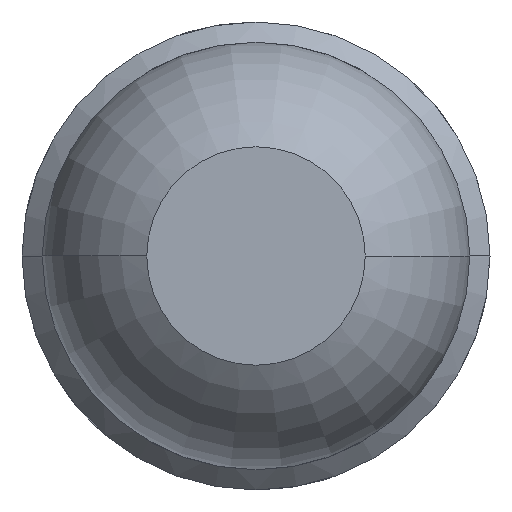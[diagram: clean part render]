
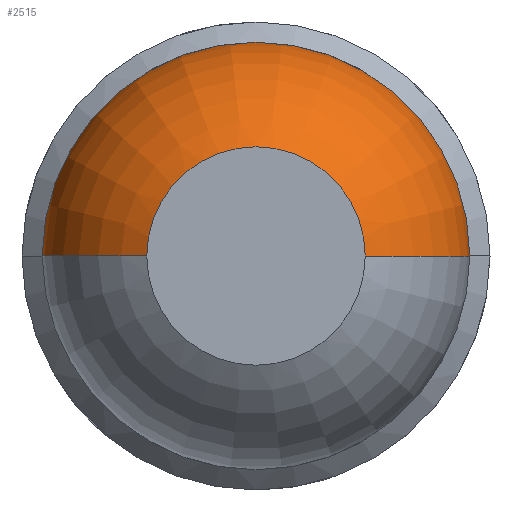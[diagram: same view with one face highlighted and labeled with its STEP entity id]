
A CAD part, front view. The second image highlights one B-rep face of the part: STEP entity #2515.
In plain terms, the highlighted toroidal (fillet/blend) face has major radius 0.035 mm and minor radius 0.65 mm.
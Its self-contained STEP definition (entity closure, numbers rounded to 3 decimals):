
#48 = DIRECTION ( 'NONE',  ( 1., 0., 0. ) ) ;
#50 = DIRECTION ( 'NONE',  ( 0., -1., 0. ) ) ;
#114 = CIRCLE ( 'NONE', #3759, 0.35 ) ;
#170 = TOROIDAL_SURFACE ( 'NONE', #1220, 0.035, 0.65 ) ;
#327 = CARTESIAN_POINT ( 'NONE',  ( 0.685, -24.431, 0. ) ) ;
#404 = ORIENTED_EDGE ( 'NONE', *, *, #2250, .F. ) ;
#592 = ORIENTED_EDGE ( 'NONE', *, *, #2359, .F. ) ;
#997 = CARTESIAN_POINT ( 'NONE',  ( 0., -24.431, 0. ) ) ;
#1131 = AXIS2_PLACEMENT_3D ( 'NONE', #2095, #3484, #1819 ) ;
#1220 = AXIS2_PLACEMENT_3D ( 'NONE', #3868, #2213, #3849 ) ;
#1222 = EDGE_CURVE ( 'NONE', #3272, #1908, #2506, .T. ) ;
#1369 = ORIENTED_EDGE ( 'NONE', *, *, #3956, .T. ) ;
#1370 = DIRECTION ( 'NONE',  ( 0., -1., 0. ) ) ;
#1405 = CIRCLE ( 'NONE', #3041, 0.685 ) ;
#1600 = DIRECTION ( 'NONE',  ( 1., 0., 0. ) ) ;
#1819 = DIRECTION ( 'NONE',  ( -1., 0., 0. ) ) ;
#1908 = VERTEX_POINT ( 'NONE', #3895 ) ;
#2095 = CARTESIAN_POINT ( 'NONE',  ( 0.035, -24.431, 0. ) ) ;
#2188 = EDGE_LOOP ( 'NONE', ( #1369, #2479, #404, #592 ) ) ;
#2213 = DIRECTION ( 'NONE',  ( 0., -1., 0. ) ) ;
#2250 = EDGE_CURVE ( 'Defeature ausgef�hrt3_38+Defeature ausgef�hrt3_2+Defeature ausgef�hrt3_2+Defeature ausgef�hrt3_2', #3106, #1908, #114, .T. ) ;
#2327 = CARTESIAN_POINT ( 'NONE',  ( -0.685, -24.431, 0. ) ) ;
#2339 = CIRCLE ( 'NONE', #1131, 0.65 ) ;
#2359 = EDGE_CURVE ( 'NONE', #3306, #3106, #2339, .T. ) ;
#2479 = ORIENTED_EDGE ( 'NONE', *, *, #1222, .T. ) ;
#2497 = CARTESIAN_POINT ( 'NONE',  ( 0.35, -25., 0. ) ) ;
#2506 = CIRCLE ( 'NONE', #3473, 0.65 ) ;
#2515 = ADVANCED_FACE ( 'Defeature ausgef�hrt3_2', ( #2653 ), #170, .T. ) ;
#2550 = CARTESIAN_POINT ( 'NONE',  ( -0.035, -24.431, 0. ) ) ;
#2653 = FACE_OUTER_BOUND ( 'NONE', #2188, .T. ) ;
#2721 = CARTESIAN_POINT ( 'NONE',  ( 0., -25., 0. ) ) ;
#3041 = AXIS2_PLACEMENT_3D ( 'NONE', #997, #50, #4013 ) ;
#3106 = VERTEX_POINT ( 'NONE', #2497 ) ;
#3229 = DIRECTION ( 'NONE',  ( 0., 0., 1. ) ) ;
#3272 = VERTEX_POINT ( 'NONE', #2327 ) ;
#3306 = VERTEX_POINT ( 'NONE', #327 ) ;
#3473 = AXIS2_PLACEMENT_3D ( 'NONE', #2550, #3229, #1600 ) ;
#3484 = DIRECTION ( 'NONE',  ( 0., 0., -1. ) ) ;
#3759 = AXIS2_PLACEMENT_3D ( 'NONE', #2721, #1370, #48 ) ;
#3849 = DIRECTION ( 'NONE',  ( 1., 0., 0. ) ) ;
#3868 = CARTESIAN_POINT ( 'NONE',  ( 0., -24.431, 0. ) ) ;
#3895 = CARTESIAN_POINT ( 'NONE',  ( -0.35, -25., 0. ) ) ;
#3956 = EDGE_CURVE ( 'Defeature ausgef�hrt3_2+Defeature ausgef�hrt3_1+Defeature ausgef�hrt3_1+Defeature ausgef�hrt3_1', #3306, #3272, #1405, .T. ) ;
#4013 = DIRECTION ( 'NONE',  ( 1., 0., 0. ) ) ;
